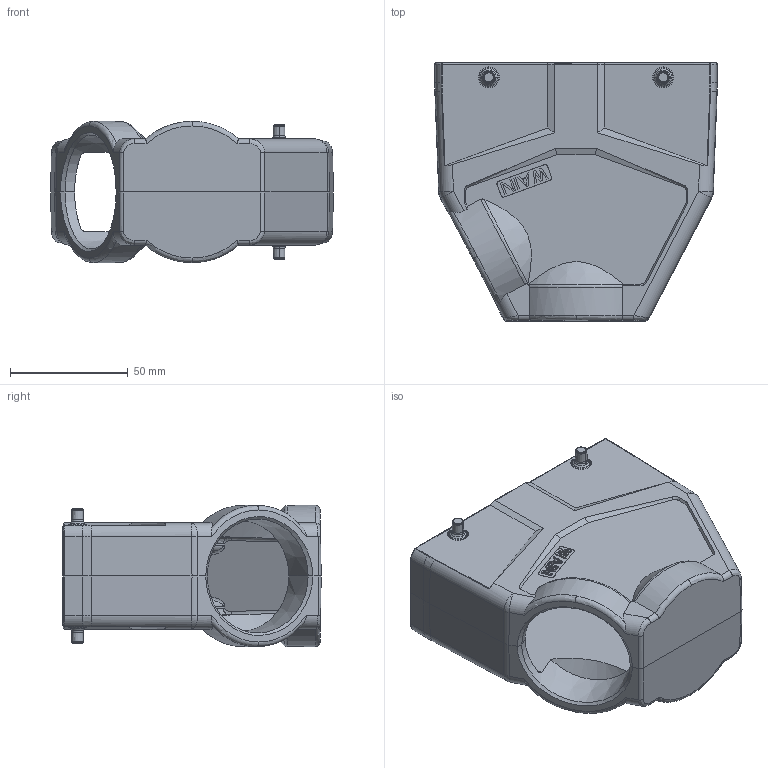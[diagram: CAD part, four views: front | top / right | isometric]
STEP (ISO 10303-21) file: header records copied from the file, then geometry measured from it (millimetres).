
FILE_DESCRIPTION((''),'2;1');
FILE_NAME('3D_1111245305006_W24B-SEH-4B-M5','2023-12-08T',('p.yu'),(''),'PRO/ENGINEER BY PARAMETRIC TECHNOLOGY CORPORATION, 2012480','PRO/ENGINEER BY PARAMETRIC TECHNOLOGY CORPORATION, 2012480','');
FILE_SCHEMA(('CONFIG_CONTROL_DESIGN'));
Length unit declared in the file: millimetre
Products named in the file (1): 3D_1111245305006_W24B-SEH-4B-M5
Bounding box: 120 x 109.7 x 60 mm (x, y, z)
Volume: 155282.5 mm3; surface area: 65117.5 mm2
Topology: 1 solids, 1 shells, 505 faces, 1284 edges, 798 vertices
Faces by surface type: plane 212, cylinder 99, torus 74, bspline 60, cone 52, sphere 8
Entity records: 18304 total; most frequent: CARTESIAN_POINT 6639, ORIENTED_EDGE 2552, DIRECTION 2228, EDGE_CURVE 1276, VERTEX_POINT 798, AXIS2_PLACEMENT_3D 783, VECTOR 662, LINE 662
